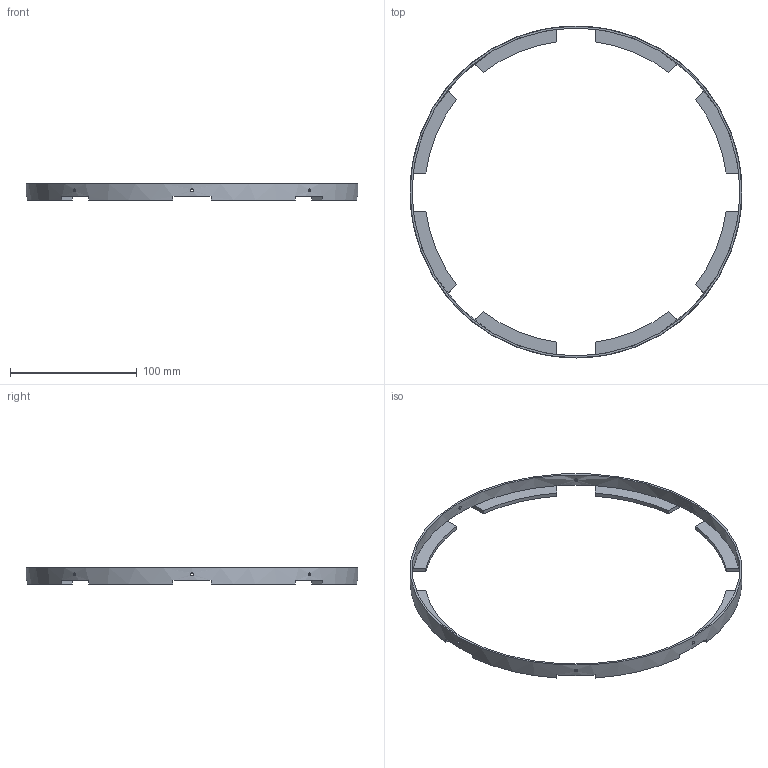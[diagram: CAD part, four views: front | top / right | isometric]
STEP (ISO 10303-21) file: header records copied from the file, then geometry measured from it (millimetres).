
FILE_DESCRIPTION(('Open CASCADE Model'),'2;1');
FILE_NAME('Open CASCADE Shape Model','2021-07-30T07:11:16',('Author'),( 'Open CASCADE'),'Open CASCADE STEP processor 7.5','Open CASCADE 7.5' ,'Unknown');
FILE_SCHEMA(('AUTOMOTIVE_DESIGN { 1 0 10303 214 1 1 1 1 }'));
Length unit declared in the file: millimetre
Products named in the file (1): Open CASCADE STEP translator 7.5 6
Bounding box: 262 x 262 x 13 mm (x, y, z)
Volume: 31908.2 mm3; surface area: 33641.7 mm2
Topology: 1 solids, 1 shells, 59 faces, 162 edges, 102 vertices
Faces by surface type: plane 41, cylinder 18
Full cylindrical faces by diameter (mm): 2.438 x8, 258.825 x1, 262 x1
Entity records: 6435 total; most frequent: CARTESIAN_POINT 3325, DIRECTION 530, ORIENTED_EDGE 324, PCURVE 324, DEFINITIONAL_REPRESENTATION 324, LINE 256, VECTOR 256, EDGE_CURVE 162
